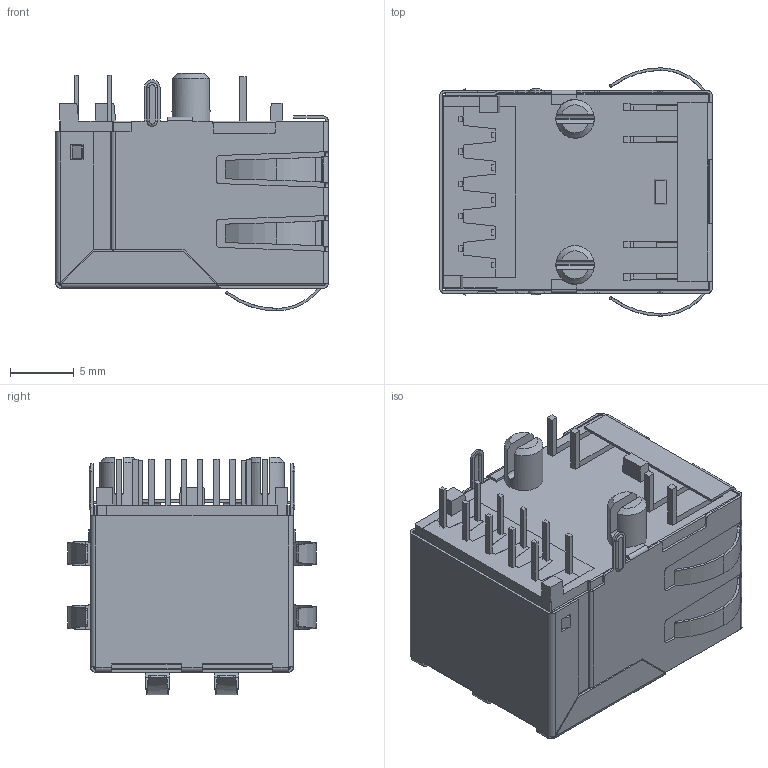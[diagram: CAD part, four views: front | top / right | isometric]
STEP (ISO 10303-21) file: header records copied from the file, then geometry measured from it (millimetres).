
FILE_DESCRIPTION(/* description */ ('Unknown'),/* implementation_level */ '2;1');
FILE_NAME(/* name */ '7498111124',/* time_stamp */ '2022-09-05T16:10:56+02:00',/* author */ ('Unknown'),/* organization */ ('Unknown'),/* preprocessor_version */ 'ST-DEVELOPER v16.7',/* originating_system */ 'Solid Edge',/* authorisation */ 'Unknown');
FILE_SCHEMA (('AUTOMOTIVE_DESIGN {1 0 10303 214 3 1 1}'));
Length unit declared in the file: millimetre
Products named in the file (7): 7499210121A; Green_Yellow_LED; Shielding; Insulator 3; Insulator 2; Insulator 1; Green_Yellow_LED_mir4
Assembly tree (6 placements, depth 2):
  7499210121A
    Green_Yellow_LED
    Shielding
    Insulator 3
    Insulator 2
    Insulator 1
    Green_Yellow_LED_mir4
Bounding box: 21.35 x 19.44 x 18.62 mm (x, y, z)
Volume: 2295.9 mm3; surface area: 6780.7 mm2
Topology: 6 solids, 6 shells, 1082 faces, 2849 edges, 1781 vertices
Faces by surface type: plane 720, cylinder 235, bspline 99, sphere 14, torus 10, cone 4
Full cylindrical faces by diameter (mm): 3 x2
Entity records: 42530 total; most frequent: CARTESIAN_POINT 10221, ORIENTED_EDGE 5652, DIRECTION 4386, EDGE_CURVE 2826, LINE 1942, VECTOR 1942, VERTEX_POINT 1779, AXIS2_PLACEMENT_3D 1222
